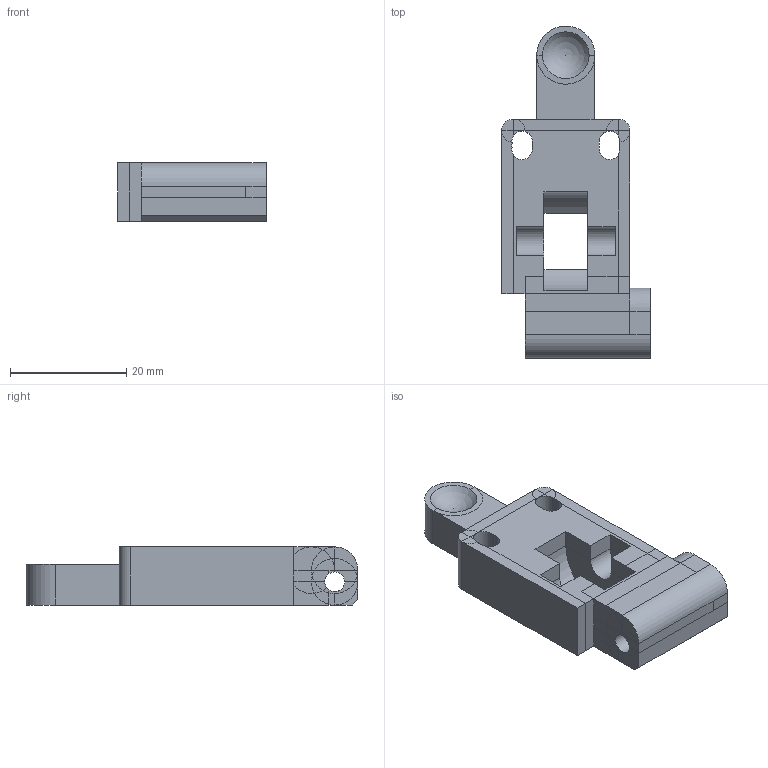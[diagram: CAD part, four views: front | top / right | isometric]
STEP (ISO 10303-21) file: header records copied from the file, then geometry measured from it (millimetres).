
FILE_DESCRIPTION(('FreeCAD Model'),'2;1');
FILE_NAME('extruder-idler.step','2020-04-20T16:13:14',('Author'),(''), 'Open CASCADE STEP processor 7.3','FreeCAD','Unknown');
FILE_SCHEMA(('AUTOMOTIVE_DESIGN { 1 0 10303 214 1 1 1 1 }'));
Length unit declared in the file: millimetre
Products named in the file (1): mirrored_difference001
Bounding box: 25.5 x 57 x 10 mm (x, y, z)
Volume: 7996 mm3; surface area: 4346.7 mm2
Topology: 1 solids, 1 shells, 189 faces, 428 edges, 233 vertices
Faces by surface type: plane 162, cylinder 26, sphere 1
Full cylindrical faces by diameter (mm): 3.4 x1
Entity records: 11460 total; most frequent: CARTESIAN_POINT 3192, DIRECTION 1580, LINE 866, VECTOR 866, ORIENTED_EDGE 854, PCURVE 854, DEFINITIONAL_REPRESENTATION 854, EDGE_CURVE 427
